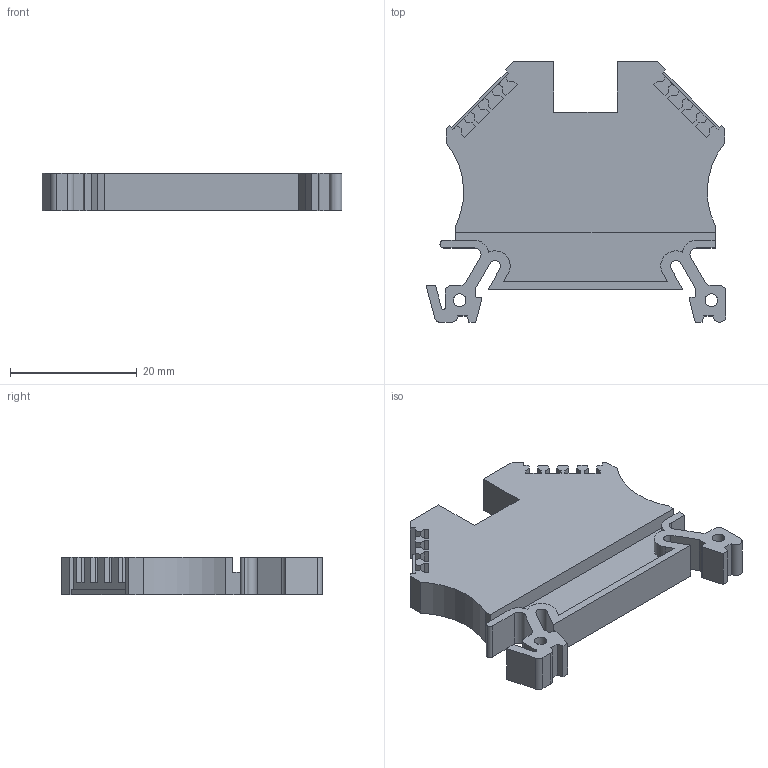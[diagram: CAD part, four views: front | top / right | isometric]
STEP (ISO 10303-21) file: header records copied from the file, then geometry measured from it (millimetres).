
FILE_DESCRIPTION (( 'STEP AP214' ), '1' );
FILE_NAME ('43409_DN-T10-A.STEP', '2014-05-14T15:53:26', ( '' ), ( '' ), 'SwSTEP 2.0', 'SolidWorks 2013', '' );
FILE_SCHEMA (( 'AUTOMOTIVE_DESIGN' ));
Length unit declared in the file: millimetre
Products named in the file (1): 43409_DN-T10-A
Bounding box: 47.4 x 41.2 x 6 mm (x, y, z)
Volume: 6238.8 mm3; surface area: 4956.9 mm2
Topology: 1 solids, 1 shells, 181 faces, 528 edges, 352 vertices
Faces by surface type: plane 141, cylinder 40
Entity records: 5984 total; most frequent: CARTESIAN_POINT 1062, ORIENTED_EDGE 1056, DIRECTION 972, EDGE_CURVE 528, VECTOR 448, LINE 448, VERTEX_POINT 352, AXIS2_PLACEMENT_3D 262
